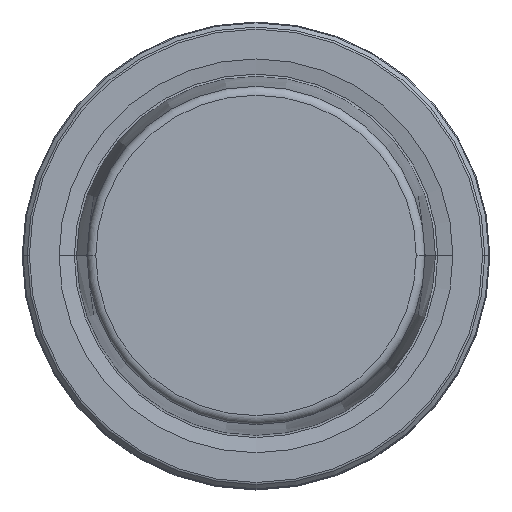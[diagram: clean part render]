
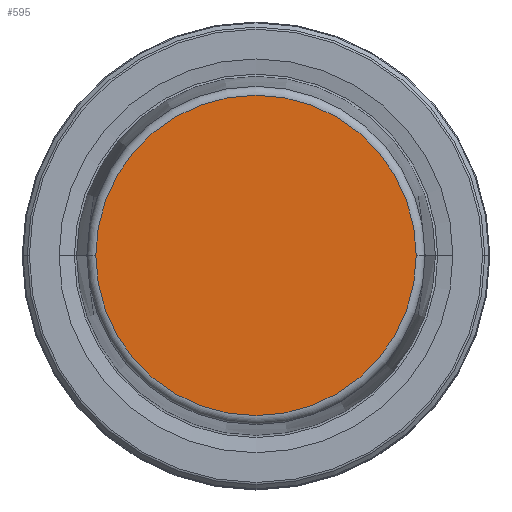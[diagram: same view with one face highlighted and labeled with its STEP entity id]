
A CAD part, top view. The second image highlights one B-rep face of the part: STEP entity #595.
In plain terms, the highlighted planar face has unit normal (0, 0, 1).
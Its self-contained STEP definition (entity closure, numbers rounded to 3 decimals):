
#71 = PLANE ( 'NONE',  #573 ) ;
#98 = CARTESIAN_POINT ( 'NONE',  ( -21.581, 0., 31.9 ) ) ;
#258 = CARTESIAN_POINT ( 'NONE',  ( 0., 0., 31.9 ) ) ;
#295 = CARTESIAN_POINT ( 'NONE',  ( 0., 0., 31.9 ) ) ;
#362 = DIRECTION ( 'NONE',  ( -1., 0., 0. ) ) ;
#393 = DIRECTION ( 'NONE',  ( 1., 0., 0. ) ) ;
#431 = EDGE_CURVE ( 'NONE', #934, #550, #1108, .T. ) ;
#457 = AXIS2_PLACEMENT_3D ( 'NONE', #258, #619, #1226 ) ;
#550 = VERTEX_POINT ( 'NONE', #1221 ) ;
#573 = AXIS2_PLACEMENT_3D ( 'NONE', #631, #833, #362 ) ;
#595 = ADVANCED_FACE ( 'NONE', ( #1192 ), #71, .F. ) ;
#619 = DIRECTION ( 'NONE',  ( 0., 0., 1. ) ) ;
#631 = CARTESIAN_POINT ( 'NONE',  ( 0., 0., 31.9 ) ) ;
#679 = CIRCLE ( 'NONE', #1230, 21.581 ) ;
#738 = EDGE_LOOP ( 'NONE', ( #1151, #1228 ) ) ;
#833 = DIRECTION ( 'NONE',  ( 0., 0., -1. ) ) ;
#934 = VERTEX_POINT ( 'NONE', #98 ) ;
#966 = DIRECTION ( 'NONE',  ( 0., 0., 1. ) ) ;
#1057 = EDGE_CURVE ( 'NONE', #550, #934, #679, .T. ) ;
#1108 = CIRCLE ( 'NONE', #457, 21.581 ) ;
#1151 = ORIENTED_EDGE ( 'NONE', *, *, #1057, .T. ) ;
#1192 = FACE_OUTER_BOUND ( 'NONE', #738, .T. ) ;
#1221 = CARTESIAN_POINT ( 'NONE',  ( 21.581, 0., 31.9 ) ) ;
#1226 = DIRECTION ( 'NONE',  ( 1., 0., 0. ) ) ;
#1228 = ORIENTED_EDGE ( 'NONE', *, *, #431, .T. ) ;
#1230 = AXIS2_PLACEMENT_3D ( 'NONE', #295, #966, #393 ) ;
